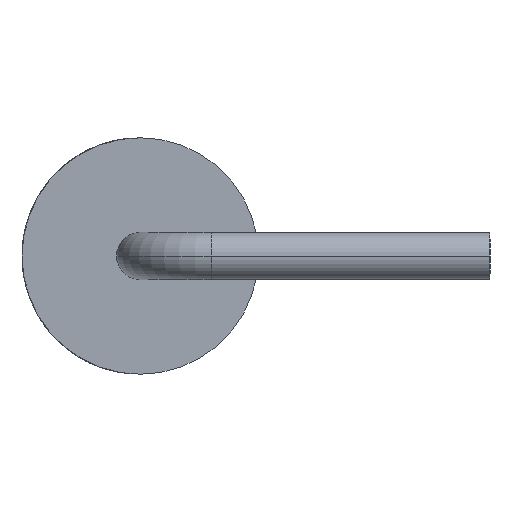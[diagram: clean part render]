
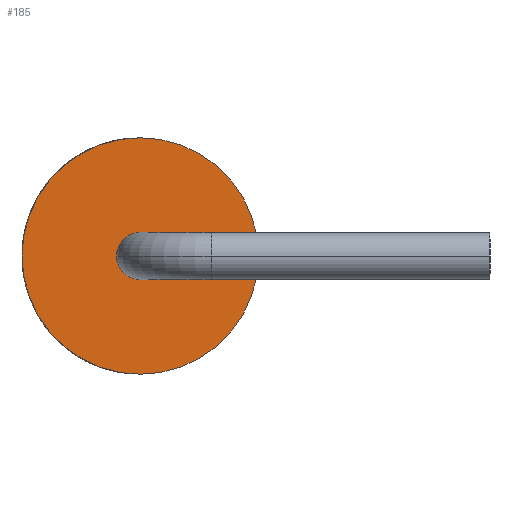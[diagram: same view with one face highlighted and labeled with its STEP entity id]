
A CAD part, left-side view. The second image highlights one B-rep face of the part: STEP entity #185.
In plain terms, the highlighted planar face has unit normal (-1, 0, 0).
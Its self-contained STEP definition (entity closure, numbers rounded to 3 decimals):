
#174 = CARTESIAN_POINT ( 'NONE',  ( 4.905, 4.35, -2.35 ) ) ;
#185 = ADVANCED_FACE ( 'NONE', ( #5010, #1493 ), #3300, .F. ) ;
#208 = CARTESIAN_POINT ( 'NONE',  ( 4.905, 4.35, 0. ) ) ;
#371 = ORIENTED_EDGE ( 'NONE', *, *, #3364, .F. ) ;
#424 = VERTEX_POINT ( 'NONE', #174 ) ;
#602 = DIRECTION ( 'NONE',  ( -1., 0., 0. ) ) ;
#704 = CIRCLE ( 'NONE', #3582, 0.47 ) ;
#720 = DIRECTION ( 'NONE',  ( 1., 0., 0. ) ) ;
#755 = CARTESIAN_POINT ( 'NONE',  ( 4.905, 4.35, 0. ) ) ;
#794 = ORIENTED_EDGE ( 'NONE', *, *, #2138, .F. ) ;
#1078 = EDGE_CURVE ( 'NONE', #2400, #424, #3806, .T. ) ;
#1163 = DIRECTION ( 'NONE',  ( -1., 0., 0. ) ) ;
#1265 = CARTESIAN_POINT ( 'NONE',  ( 4.905, 4.82, 0. ) ) ;
#1397 = DIRECTION ( 'NONE',  ( 0., 0., -1. ) ) ;
#1493 = FACE_OUTER_BOUND ( 'NONE', #1654, .T. ) ;
#1654 = EDGE_LOOP ( 'NONE', ( #4189, #371 ) ) ;
#1761 = VERTEX_POINT ( 'NONE', #1265 ) ;
#1772 = AXIS2_PLACEMENT_3D ( 'NONE', #2160, #2646, #1397 ) ;
#1809 = ORIENTED_EDGE ( 'NONE', *, *, #3835, .F. ) ;
#1853 = VERTEX_POINT ( 'NONE', #3243 ) ;
#2021 = AXIS2_PLACEMENT_3D ( 'NONE', #2618, #720, #4867 ) ;
#2138 = EDGE_CURVE ( 'NONE', #1761, #1853, #2177, .T. ) ;
#2160 = CARTESIAN_POINT ( 'NONE',  ( 4.905, 4.35, 0. ) ) ;
#2177 = CIRCLE ( 'NONE', #5049, 0.47 ) ;
#2400 = VERTEX_POINT ( 'NONE', #4033 ) ;
#2618 = CARTESIAN_POINT ( 'NONE',  ( 4.905, 4.35, 0. ) ) ;
#2646 = DIRECTION ( 'NONE',  ( 1., 0., 0. ) ) ;
#2653 = AXIS2_PLACEMENT_3D ( 'NONE', #755, #3845, #4716 ) ;
#2721 = DIRECTION ( 'NONE',  ( 0., 0., -1. ) ) ;
#3103 = CARTESIAN_POINT ( 'NONE',  ( 4.905, 4.35, 0. ) ) ;
#3243 = CARTESIAN_POINT ( 'NONE',  ( 4.905, 3.88, 0. ) ) ;
#3300 = PLANE ( 'NONE',  #2021 ) ;
#3364 = EDGE_CURVE ( 'NONE', #424, #2400, #3976, .T. ) ;
#3582 = AXIS2_PLACEMENT_3D ( 'NONE', #3103, #1163, #2721 ) ;
#3747 = EDGE_LOOP ( 'NONE', ( #1809, #794 ) ) ;
#3806 = CIRCLE ( 'NONE', #2653, 2.35 ) ;
#3835 = EDGE_CURVE ( 'NONE', #1853, #1761, #704, .T. ) ;
#3845 = DIRECTION ( 'NONE',  ( 1., 0., 0. ) ) ;
#3976 = CIRCLE ( 'NONE', #1772, 2.35 ) ;
#4033 = CARTESIAN_POINT ( 'NONE',  ( 4.905, 4.35, 2.35 ) ) ;
#4189 = ORIENTED_EDGE ( 'NONE', *, *, #1078, .F. ) ;
#4222 = DIRECTION ( 'NONE',  ( 0., 0., -1. ) ) ;
#4716 = DIRECTION ( 'NONE',  ( 0., 0., -1. ) ) ;
#4867 = DIRECTION ( 'NONE',  ( 0., 0., -1. ) ) ;
#5010 = FACE_BOUND ( 'NONE', #3747, .T. ) ;
#5049 = AXIS2_PLACEMENT_3D ( 'NONE', #208, #602, #4222 ) ;
